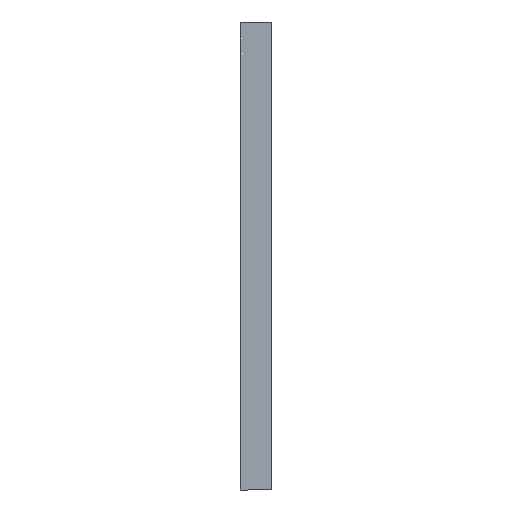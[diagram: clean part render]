
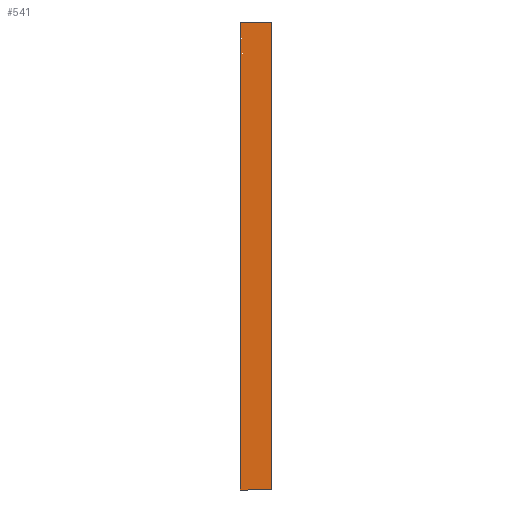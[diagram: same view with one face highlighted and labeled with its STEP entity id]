
A CAD part, front view. The second image highlights one B-rep face of the part: STEP entity #541.
In plain terms, the highlighted planar face has unit normal (0, -1, 0).
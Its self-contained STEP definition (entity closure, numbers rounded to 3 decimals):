
#2 = CARTESIAN_POINT ( 'NONE',  ( 100., -0.7, -1500. ) ) ;
#6 = EDGE_CURVE ( 'NONE', #181, #421, #381, .T. ) ;
#10 = DIRECTION ( 'NONE',  ( 1., 0., 0. ) ) ;
#15 = DIRECTION ( 'NONE',  ( -1., 0., 0. ) ) ;
#19 = EDGE_CURVE ( 'NONE', #257, #55, #77, .T. ) ;
#26 = CARTESIAN_POINT ( 'NONE',  ( -101.7, -0.7, 1500. ) ) ;
#36 = CARTESIAN_POINT ( 'NONE',  ( -112.5, -0.7, 1500. ) ) ;
#40 = CARTESIAN_POINT ( 'NONE',  ( 100., -0.7, 1500. ) ) ;
#44 = VECTOR ( 'NONE', #466, 1000. ) ;
#50 = EDGE_CURVE ( 'NONE', #130, #55, #575, .T. ) ;
#51 = EDGE_CURVE ( 'NONE', #181, #480, #259, .T. ) ;
#55 = VERTEX_POINT ( 'NONE', #26 ) ;
#72 = DIRECTION ( 'NONE',  ( 1., 0., 0. ) ) ;
#75 = VECTOR ( 'NONE', #127, 1000. ) ;
#77 = LINE ( 'NONE', #503, #148 ) ;
#80 = VERTEX_POINT ( 'NONE', #40 ) ;
#90 = CARTESIAN_POINT ( 'NONE',  ( -100., -0.7, -1500. ) ) ;
#96 = LINE ( 'NONE', #36, #451 ) ;
#102 = CARTESIAN_POINT ( 'NONE',  ( 101.7, -0.7, 1500. ) ) ;
#105 = PLANE ( 'NONE',  #578 ) ;
#119 = VERTEX_POINT ( 'NONE', #102 ) ;
#127 = DIRECTION ( 'NONE',  ( 0., 0., -1. ) ) ;
#130 = VERTEX_POINT ( 'NONE', #465 ) ;
#132 = VECTOR ( 'NONE', #10, 1000. ) ;
#134 = CARTESIAN_POINT ( 'NONE',  ( 0., -0.7, 0. ) ) ;
#136 = ORIENTED_EDGE ( 'NONE', *, *, #425, .F. ) ;
#145 = DIRECTION ( 'NONE',  ( 0., 0., -1. ) ) ;
#148 = VECTOR ( 'NONE', #597, 1000. ) ;
#162 = ORIENTED_EDGE ( 'NONE', *, *, #458, .F. ) ;
#174 = ORIENTED_EDGE ( 'NONE', *, *, #348, .F. ) ;
#181 = VERTEX_POINT ( 'NONE', #579 ) ;
#257 = VERTEX_POINT ( 'NONE', #468 ) ;
#258 = CARTESIAN_POINT ( 'NONE',  ( -101.7, -0.7, 0. ) ) ;
#259 = LINE ( 'NONE', #2, #132 ) ;
#265 = LINE ( 'NONE', #562, #297 ) ;
#273 = CARTESIAN_POINT ( 'NONE',  ( 0., -0.7, -1500. ) ) ;
#280 = ORIENTED_EDGE ( 'NONE', *, *, #467, .F. ) ;
#288 = ORIENTED_EDGE ( 'NONE', *, *, #6, .F. ) ;
#297 = VECTOR ( 'NONE', #72, 1000. ) ;
#348 = EDGE_CURVE ( 'NONE', #421, #130, #504, .T. ) ;
#360 = VECTOR ( 'NONE', #516, 1000. ) ;
#369 = DIRECTION ( 'NONE',  ( 1., 0., 0. ) ) ;
#381 = LINE ( 'NONE', #406, #408 ) ;
#394 = CARTESIAN_POINT ( 'NONE',  ( 101.7, -0.7, -1500. ) ) ;
#406 = CARTESIAN_POINT ( 'NONE',  ( -112.5, -0.7, -1500. ) ) ;
#408 = VECTOR ( 'NONE', #15, 1000. ) ;
#421 = VERTEX_POINT ( 'NONE', #90 ) ;
#423 = EDGE_LOOP ( 'NONE', ( #288, #510, #280, #162, #136, #530, #521, #174 ) ) ;
#425 = EDGE_CURVE ( 'NONE', #257, #80, #96, .T. ) ;
#451 = VECTOR ( 'NONE', #369, 1000. ) ;
#458 = EDGE_CURVE ( 'NONE', #80, #119, #265, .T. ) ;
#465 = CARTESIAN_POINT ( 'NONE',  ( -101.7, -0.7, -1500. ) ) ;
#466 = DIRECTION ( 'NONE',  ( -1., 0., 0. ) ) ;
#467 = EDGE_CURVE ( 'NONE', #119, #480, #590, .T. ) ;
#468 = CARTESIAN_POINT ( 'NONE',  ( -100., -0.7, 1500. ) ) ;
#480 = VERTEX_POINT ( 'NONE', #394 ) ;
#489 = FACE_OUTER_BOUND ( 'NONE', #423, .T. ) ;
#503 = CARTESIAN_POINT ( 'NONE',  ( -100., -0.7, 1500. ) ) ;
#504 = LINE ( 'NONE', #273, #44 ) ;
#510 = ORIENTED_EDGE ( 'NONE', *, *, #51, .T. ) ;
#516 = DIRECTION ( 'NONE',  ( 0., 0., 1. ) ) ;
#521 = ORIENTED_EDGE ( 'NONE', *, *, #50, .F. ) ;
#530 = ORIENTED_EDGE ( 'NONE', *, *, #19, .T. ) ;
#539 = DIRECTION ( 'NONE',  ( 0., -1., 0. ) ) ;
#541 = ADVANCED_FACE ( 'NONE', ( #489 ), #105, .T. ) ;
#562 = CARTESIAN_POINT ( 'NONE',  ( 0., -0.7, 1500. ) ) ;
#575 = LINE ( 'NONE', #258, #360 ) ;
#578 = AXIS2_PLACEMENT_3D ( 'NONE', #134, #539, #145 ) ;
#579 = CARTESIAN_POINT ( 'NONE',  ( 100., -0.7, -1500. ) ) ;
#590 = LINE ( 'NONE', #591, #75 ) ;
#591 = CARTESIAN_POINT ( 'NONE',  ( 101.7, -0.7, 0. ) ) ;
#597 = DIRECTION ( 'NONE',  ( -1., 0., 0. ) ) ;
